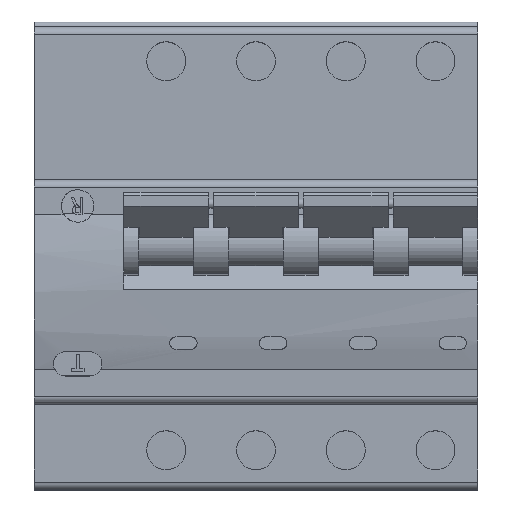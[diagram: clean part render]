
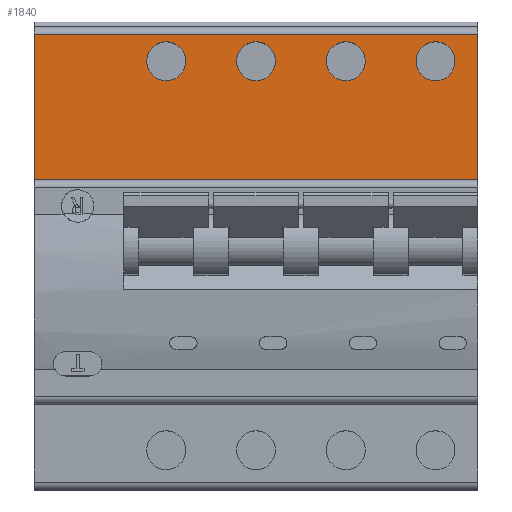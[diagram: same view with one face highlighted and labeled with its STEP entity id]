
A CAD part, top view. The second image highlights one B-rep face of the part: STEP entity #1840.
In plain terms, the highlighted planar face has unit normal (0, 0, 1).
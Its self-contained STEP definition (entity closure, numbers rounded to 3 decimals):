
#149 = CARTESIAN_POINT ( 'NONE',  ( 30.567, -22.952, 13.087 ) ) ;
#253 = LINE ( 'NONE', #25986, #25688 ) ;
#530 = EDGE_LOOP ( 'NONE', ( #8243 ) ) ;
#858 = DIRECTION ( 'NONE',  ( 1., 0., 0. ) ) ;
#1840 = ADVANCED_FACE ( 'NONE', ( #8667, #25891, #24003, #19306, #3315 ), #16712, .F. ) ;
#1913 = DIRECTION ( 'NONE',  ( 0., -1., 0. ) ) ;
#2249 = VECTOR ( 'NONE', #1913, 1000. ) ;
#2773 = DIRECTION ( 'NONE',  ( 0., 0., -1. ) ) ;
#3315 = FACE_OUTER_BOUND ( 'NONE', #23372, .T. ) ;
#3812 = VERTEX_POINT ( 'NONE', #18136 ) ;
#4335 = VERTEX_POINT ( 'NONE', #23176 ) ;
#4686 = EDGE_CURVE ( 'NONE', #3812, #13837, #253, .T. ) ;
#5071 = ORIENTED_EDGE ( 'NONE', *, *, #14919, .T. ) ;
#5216 = EDGE_LOOP ( 'NONE', ( #23161 ) ) ;
#5218 = CARTESIAN_POINT ( 'NONE',  ( -31.933, 22.948, 13.087 ) ) ;
#7252 = DIRECTION ( 'NONE',  ( 1., 0., 0. ) ) ;
#7434 = ORIENTED_EDGE ( 'NONE', *, *, #25319, .T. ) ;
#7900 = CARTESIAN_POINT ( 'NONE',  ( 22.067, 22.948, 13.087 ) ) ;
#8189 = DIRECTION ( 'NONE',  ( 0., -1., 0. ) ) ;
#8243 = ORIENTED_EDGE ( 'NONE', *, *, #21575, .F. ) ;
#8667 = FACE_BOUND ( 'NONE', #530, .T. ) ;
#9125 = VECTOR ( 'NONE', #8189, 1000. ) ;
#9173 = CARTESIAN_POINT ( 'NONE',  ( -28.033, 22.948, 13.087 ) ) ;
#9328 = CIRCLE ( 'NONE', #11355, 3.9 ) ;
#9371 = AXIS2_PLACEMENT_3D ( 'NONE', #9523, #23502, #11513 ) ;
#9523 = CARTESIAN_POINT ( 'NONE',  ( 4.067, 22.948, 13.087 ) ) ;
#9662 = EDGE_LOOP ( 'NONE', ( #20204 ) ) ;
#9701 = VERTEX_POINT ( 'NONE', #9173 ) ;
#9771 = LINE ( 'NONE', #149, #9125 ) ;
#9859 = EDGE_CURVE ( 'NONE', #18967, #3812, #9771, .T. ) ;
#9926 = DIRECTION ( 'NONE',  ( 1., 0., 0. ) ) ;
#10435 = CARTESIAN_POINT ( 'NONE',  ( -58.433, 28.348, 13.087 ) ) ;
#11189 = CARTESIAN_POINT ( 'NONE',  ( 25.967, 22.948, 13.087 ) ) ;
#11355 = AXIS2_PLACEMENT_3D ( 'NONE', #7900, #21896, #9926 ) ;
#11513 = DIRECTION ( 'NONE',  ( 1., 0., 0. ) ) ;
#11867 = ORIENTED_EDGE ( 'NONE', *, *, #22252, .F. ) ;
#12867 = ORIENTED_EDGE ( 'NONE', *, *, #9859, .F. ) ;
#12926 = DIRECTION ( 'NONE',  ( 0., 0., 1. ) ) ;
#13837 = VERTEX_POINT ( 'NONE', #24230 ) ;
#14011 = DIRECTION ( 'NONE',  ( -1., 0., 0. ) ) ;
#14035 = CARTESIAN_POINT ( 'NONE',  ( -58.433, -22.952, 13.087 ) ) ;
#14325 = VECTOR ( 'NONE', #22417, 1000. ) ;
#14828 = CARTESIAN_POINT ( 'NONE',  ( 30.567, -22.952, 13.087 ) ) ;
#14919 = EDGE_CURVE ( 'NONE', #19741, #13837, #18246, .T. ) ;
#15026 = CARTESIAN_POINT ( 'NONE',  ( -58.433, 28.348, 13.087 ) ) ;
#15990 = AXIS2_PLACEMENT_3D ( 'NONE', #24891, #12926, #858 ) ;
#16712 = PLANE ( 'NONE',  #17482 ) ;
#16795 = DIRECTION ( 'NONE',  ( -1., 0., 0. ) ) ;
#17482 = AXIS2_PLACEMENT_3D ( 'NONE', #14828, #2773, #16795 ) ;
#18136 = CARTESIAN_POINT ( 'NONE',  ( 30.567, -0.852, 13.087 ) ) ;
#18246 = LINE ( 'NONE', #14035, #2249 ) ;
#18967 = VERTEX_POINT ( 'NONE', #19231 ) ;
#19202 = DIRECTION ( 'NONE',  ( 0., 0., 1. ) ) ;
#19231 = CARTESIAN_POINT ( 'NONE',  ( 30.567, 28.348, 13.087 ) ) ;
#19306 = FACE_BOUND ( 'NONE', #9662, .T. ) ;
#19441 = EDGE_CURVE ( 'NONE', #9701, #9701, #20355, .T. ) ;
#19632 = LINE ( 'NONE', #10435, #14325 ) ;
#19656 = AXIS2_PLACEMENT_3D ( 'NONE', #5218, #19202, #7252 ) ;
#19667 = ORIENTED_EDGE ( 'NONE', *, *, #4686, .F. ) ;
#19686 = VERTEX_POINT ( 'NONE', #25173 ) ;
#19714 = EDGE_CURVE ( 'NONE', #4335, #4335, #20994, .T. ) ;
#19741 = VERTEX_POINT ( 'NONE', #15026 ) ;
#20204 = ORIENTED_EDGE ( 'NONE', *, *, #19441, .F. ) ;
#20355 = CIRCLE ( 'NONE', #19656, 3.9 ) ;
#20994 = CIRCLE ( 'NONE', #15990, 3.9 ) ;
#21122 = EDGE_LOOP ( 'NONE', ( #11867 ) ) ;
#21575 = EDGE_CURVE ( 'NONE', #25015, #25015, #9328, .T. ) ;
#21896 = DIRECTION ( 'NONE',  ( 0., 0., 1. ) ) ;
#22252 = EDGE_CURVE ( 'NONE', #19686, #19686, #24578, .T. ) ;
#22417 = DIRECTION ( 'NONE',  ( -1., 0., 0. ) ) ;
#23161 = ORIENTED_EDGE ( 'NONE', *, *, #19714, .F. ) ;
#23176 = CARTESIAN_POINT ( 'NONE',  ( -10.033, 22.948, 13.087 ) ) ;
#23372 = EDGE_LOOP ( 'NONE', ( #12867, #7434, #5071, #19667 ) ) ;
#23502 = DIRECTION ( 'NONE',  ( 0., 0., 1. ) ) ;
#24003 = FACE_BOUND ( 'NONE', #5216, .T. ) ;
#24230 = CARTESIAN_POINT ( 'NONE',  ( -58.433, -0.852, 13.087 ) ) ;
#24578 = CIRCLE ( 'NONE', #9371, 3.9 ) ;
#24891 = CARTESIAN_POINT ( 'NONE',  ( -13.933, 22.948, 13.087 ) ) ;
#25015 = VERTEX_POINT ( 'NONE', #11189 ) ;
#25173 = CARTESIAN_POINT ( 'NONE',  ( 7.967, 22.948, 13.087 ) ) ;
#25319 = EDGE_CURVE ( 'NONE', #18967, #19741, #19632, .T. ) ;
#25688 = VECTOR ( 'NONE', #14011, 1000. ) ;
#25891 = FACE_BOUND ( 'NONE', #21122, .T. ) ;
#25986 = CARTESIAN_POINT ( 'NONE',  ( 30.567, -0.852, 13.087 ) ) ;
